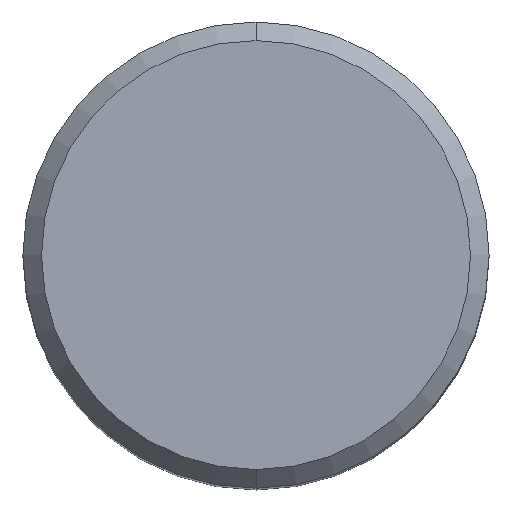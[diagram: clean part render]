
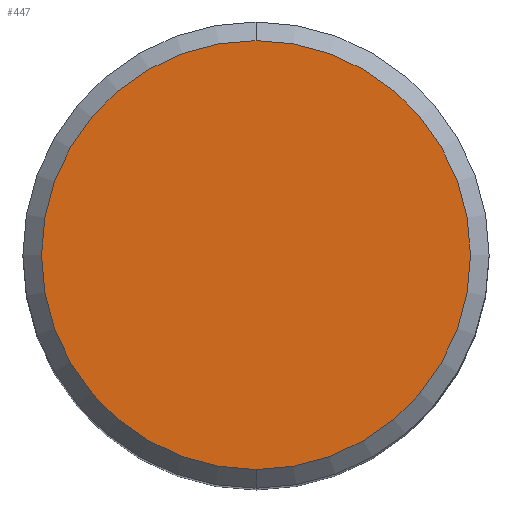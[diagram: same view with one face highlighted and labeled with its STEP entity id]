
A CAD part, top view. The second image highlights one B-rep face of the part: STEP entity #447.
In plain terms, the highlighted planar face has unit normal (0, 0, 1).
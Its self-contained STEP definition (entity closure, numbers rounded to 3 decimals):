
#191=EDGE_CURVE('',#253,#389,#500,.T.);
#253=VERTEX_POINT('',#567);
#335=EDGE_CURVE('',#389,#253,#659,.T.);
#389=VERTEX_POINT('',#718);
#447=ADVANCED_FACE('',(#781),#782,.T.);
#500=CIRCLE('',#832,11.5);
#567=CARTESIAN_POINT('',(0.,-11.5,0.0));
#659=CIRCLE('',#1278,11.5);
#718=CARTESIAN_POINT('',(0.0,11.5,0.0));
#781=FACE_OUTER_BOUND('',#1536,.T.);
#782=PLANE('',#1537);
#832=AXIS2_PLACEMENT_3D('',#1626,#1627,#1628);
#1278=AXIS2_PLACEMENT_3D('',#1806,#1807,#1808);
#1536=EDGE_LOOP('',(#1923,#1924));
#1537=AXIS2_PLACEMENT_3D('',#1925,#1926,#1927);
#1626=CARTESIAN_POINT('',(0.0,0.0,0.0));
#1627=DIRECTION('',(0.0,0.0,-1.0));
#1628=DIRECTION('',(0.0,1.0,0.0));
#1806=CARTESIAN_POINT('',(0.0,0.0,0.0));
#1807=DIRECTION('',(0.0,0.0,-1.0));
#1808=DIRECTION('',(0.0,1.0,0.0));
#1923=ORIENTED_EDGE('',*,*,#335,.F.);
#1924=ORIENTED_EDGE('',*,*,#191,.F.);
#1925=CARTESIAN_POINT('',(0.0,5.75,0.0));
#1926=DIRECTION('',(-0.0,0.0,1.0));
#1927=DIRECTION('',(0.0,-1.0,0.0));
